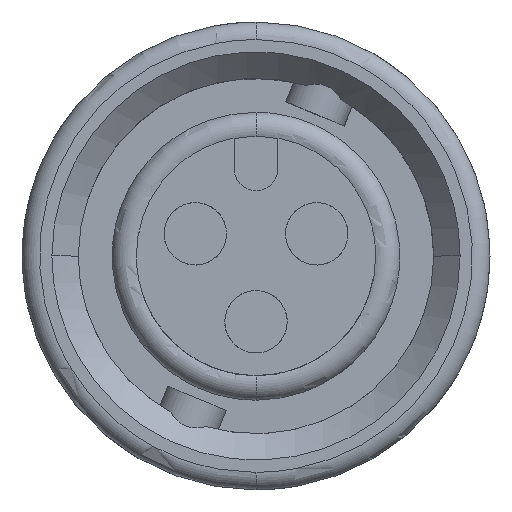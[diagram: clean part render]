
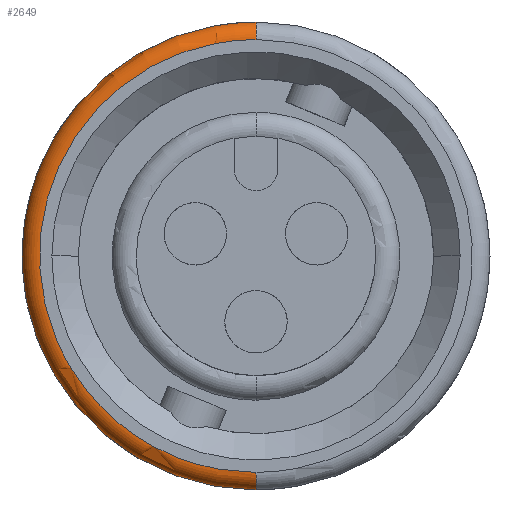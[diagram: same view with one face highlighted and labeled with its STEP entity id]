
A CAD part, top view. The second image highlights one B-rep face of the part: STEP entity #2649.
In plain terms, the highlighted toroidal (fillet/blend) face has major radius 6.248 mm and minor radius 0.508 mm.
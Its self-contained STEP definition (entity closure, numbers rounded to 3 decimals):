
#12 = DIRECTION ( 'NONE',  ( 0., 0., 1. ) ) ;
#13 = DIRECTION ( 'NONE',  ( -1., 0., 0. ) ) ;
#14 = CARTESIAN_POINT ( 'NONE',  ( 0., -6.248, 19.431 ) ) ;
#45 = DIRECTION ( 'NONE',  ( 1., 0., 0. ) ) ;
#46 = DIRECTION ( 'NONE',  ( 0., 0., -1. ) ) ;
#47 = CARTESIAN_POINT ( 'NONE',  ( 0., 0., 19.409 ) ) ;
#877 = DIRECTION ( 'NONE',  ( 0., 1., 0. ) ) ;
#878 = DIRECTION ( 'NONE',  ( 1., 0., 0. ) ) ;
#879 = CARTESIAN_POINT ( 'NONE',  ( 0., 6.248, 19.431 ) ) ;
#2409 = EDGE_CURVE ( 'NONE', #5908, #3652, #9851, .T. ) ;
#2534 = EDGE_CURVE ( 'NONE', #5609, #5908, #10044, .T. ) ;
#2541 = EDGE_CURVE ( 'NONE', #3506, #3656, #9830, .T. ) ;
#2649 = ADVANCED_FACE ( 'NONE', ( #6865 ), #9817, .T. ) ;
#3159 = CARTESIAN_POINT ( 'NONE',  ( 0., 0., 19.409 ) ) ;
#3160 = DIRECTION ( 'NONE',  ( 0., 0., -1. ) ) ;
#3161 = DIRECTION ( 'NONE',  ( 1., 0., 0. ) ) ;
#3454 = VERTEX_POINT ( 'NONE', #3845 ) ;
#3506 = VERTEX_POINT ( 'NONE', #3879 ) ;
#3652 = VERTEX_POINT ( 'NONE', #3936 ) ;
#3656 = VERTEX_POINT ( 'NONE', #3940 ) ;
#3845 = CARTESIAN_POINT ( 'NONE',  ( -5.772, -2.391, 19.939 ) ) ;
#3879 = CARTESIAN_POINT ( 'NONE',  ( 0., -6.755, 19.409 ) ) ;
#3936 = CARTESIAN_POINT ( 'NONE',  ( 0., 6.248, 19.939 ) ) ;
#3940 = CARTESIAN_POINT ( 'NONE',  ( 0., -6.248, 19.939 ) ) ;
#4031 = CARTESIAN_POINT ( 'NONE',  ( -6.755, 0., 19.409 ) ) ;
#4077 = CARTESIAN_POINT ( 'NONE',  ( 0., 6.755, 19.409 ) ) ;
#4562 = CARTESIAN_POINT ( 'NONE',  ( -5.772, -2.391, 19.939 ) ) ;
#4563 = CARTESIAN_POINT ( 'NONE',  ( -6.163, -1.446, 19.939 ) ) ;
#4564 = CARTESIAN_POINT ( 'NONE',  ( -6.318, -0.405, 19.939 ) ) ;
#4565 = CARTESIAN_POINT ( 'NONE',  ( -6.117, 1.63, 19.939 ) ) ;
#4566 = CARTESIAN_POINT ( 'NONE',  ( -5.763, 2.621, 19.939 ) ) ;
#4567 = CARTESIAN_POINT ( 'NONE',  ( -4.627, 4.321, 19.939 ) ) ;
#4568 = CARTESIAN_POINT ( 'NONE',  ( -3.847, 5.028, 19.939 ) ) ;
#4569 = CARTESIAN_POINT ( 'NONE',  ( -2.044, 5.992, 19.939 ) ) ;
#4570 = CARTESIAN_POINT ( 'NONE',  ( -1.022, 6.248, 19.939 ) ) ;
#4571 = CARTESIAN_POINT ( 'NONE',  ( 0., 6.248, 19.939 ) ) ;
#4696 = CARTESIAN_POINT ( 'NONE',  ( 0., -6.248, 19.939 ) ) ;
#4697 = CARTESIAN_POINT ( 'NONE',  ( -0.613, -6.248, 19.939 ) ) ;
#4698 = CARTESIAN_POINT ( 'NONE',  ( -1.227, -6.157, 19.939 ) ) ;
#4699 = CARTESIAN_POINT ( 'NONE',  ( -2.401, -5.801, 19.939 ) ) ;
#4700 = CARTESIAN_POINT ( 'NONE',  ( -2.961, -5.536, 19.939 ) ) ;
#4701 = CARTESIAN_POINT ( 'NONE',  ( -3.981, -4.854, 19.939 ) ) ;
#4702 = CARTESIAN_POINT ( 'NONE',  ( -4.44, -4.438, 19.939 ) ) ;
#4703 = CARTESIAN_POINT ( 'NONE',  ( -5.219, -3.489, 19.939 ) ) ;
#4704 = CARTESIAN_POINT ( 'NONE',  ( -5.537, -2.958, 19.939 ) ) ;
#4705 = CARTESIAN_POINT ( 'NONE',  ( -5.772, -2.391, 19.939 ) ) ;
#5609 = VERTEX_POINT ( 'NONE', #4031 ) ;
#5846 = ORIENTED_EDGE ( 'NONE', *, *, #2409, .F. ) ;
#5875 = ORIENTED_EDGE ( 'NONE', *, *, #2541, .T. ) ;
#5876 = ORIENTED_EDGE ( 'NONE', *, *, #9949, .T. ) ;
#5880 = ORIENTED_EDGE ( 'NONE', *, *, #2534, .F. ) ;
#5892 = ORIENTED_EDGE ( 'NONE', *, *, #9891, .T. ) ;
#5893 = ORIENTED_EDGE ( 'NONE', *, *, #10045, .F. ) ;
#5908 = VERTEX_POINT ( 'NONE', #4077 ) ;
#6418 = AXIS2_PLACEMENT_3D ( 'NONE', #14, #13, #12 ) ;
#6444 = AXIS2_PLACEMENT_3D ( 'NONE', #47, #46, #45 ) ;
#6579 = AXIS2_PLACEMENT_3D ( 'NONE', #879, #878, #877 ) ;
#6630 = AXIS2_PLACEMENT_3D ( 'NONE', #3159, #3160, #3161 ) ;
#6827 = AXIS2_PLACEMENT_3D ( 'NONE', #7695, #7694, #7693 ) ;
#6865 = FACE_OUTER_BOUND ( 'NONE', #9280, .T. ) ;
#6937 = B_SPLINE_CURVE_WITH_KNOTS ( 'NONE', 3,
 ( #4696, #4697, #4698, #4699, #4700, #4701, #4702, #4703, #4704, #4705 ),
 .UNSPECIFIED., .F., .F.,
 ( 4, 2, 2, 2, 4 ),
 ( 0.625, 0.719, 0.813, 0.906, 1. ),
 .UNSPECIFIED. ) ;
#6953 = B_SPLINE_CURVE_WITH_KNOTS ( 'NONE', 3,
 ( #4562, #4563, #4564, #4565, #4566, #4567, #4568, #4569, #4570, #4571 ),
 .UNSPECIFIED., .F., .F.,
 ( 4, 2, 2, 2, 4 ),
 ( 0., 0.156, 0.313, 0.469, 0.625 ),
 .UNSPECIFIED. ) ;
#7693 = DIRECTION ( 'NONE',  ( 0., -1., 0. ) ) ;
#7694 = DIRECTION ( 'NONE',  ( 0., 0., 1. ) ) ;
#7695 = CARTESIAN_POINT ( 'NONE',  ( 0., 0., 19.431 ) ) ;
#9280 = EDGE_LOOP ( 'NONE', ( #5846, #5880, #5893, #5875, #5876, #5892 ) ) ;
#9783 = CIRCLE ( 'NONE', #6630, 6.755 ) ;
#9817 = TOROIDAL_SURFACE ( 'NONE', #6827, 6.248, 0.508 ) ;
#9830 = CIRCLE ( 'NONE', #6418, 0.508 ) ;
#9851 = CIRCLE ( 'NONE', #6579, 0.508 ) ;
#9891 = EDGE_CURVE ( 'NONE', #3454, #3652, #6953, .T. ) ;
#9949 = EDGE_CURVE ( 'NONE', #3656, #3454, #6937, .T. ) ;
#10044 = CIRCLE ( 'NONE', #6444, 6.755 ) ;
#10045 = EDGE_CURVE ( 'NONE', #3506, #5609, #9783, .T. ) ;
